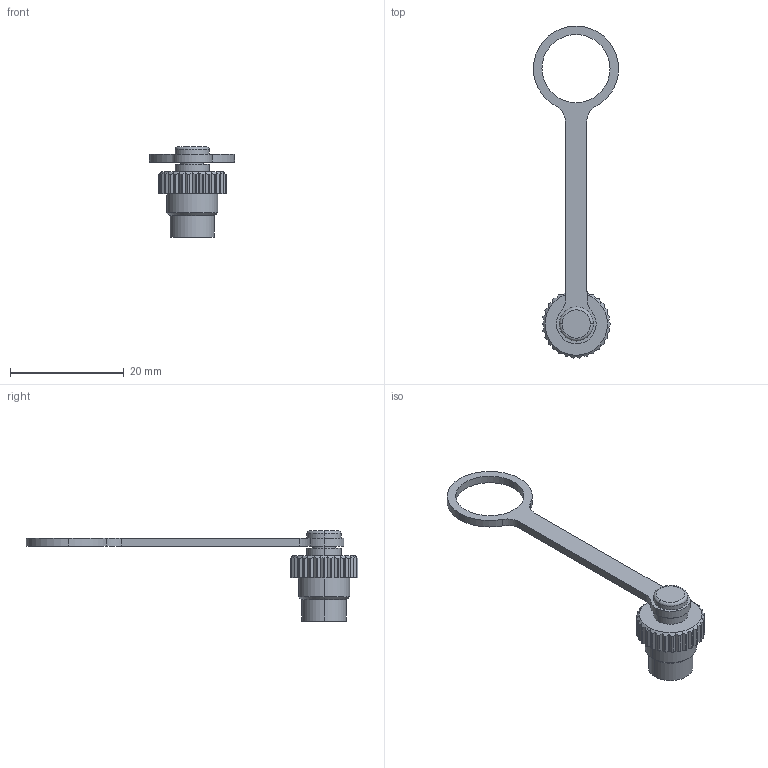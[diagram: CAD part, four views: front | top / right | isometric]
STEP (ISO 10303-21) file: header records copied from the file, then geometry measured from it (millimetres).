
FILE_DESCRIPTION (( 'STEP AP203' ), '1' );
FILE_NAME ('M9 譫芛滅鳥裔.STEP', '2020-06-02T12:39:40', ( 'edpusr' ), ( 'Microsoft' ), 'SwSTEP 2.0', 'SolidWorks 2015', '' );
FILE_SCHEMA (( 'CONFIG_CONTROL_DESIGN' ));
Length unit declared in the file: millimetre
Products named in the file (1): M9 譫芛滅鳥裔
Bounding box: 15 x 58.48 x 15.9 mm (x, y, z)
Volume: 1016.2 mm3; surface area: 1476 mm2
Topology: 1 solids, 1 shells, 171 faces, 476 edges, 315 vertices
Faces by surface type: cylinder 91, plane 72, cone 6, torus 2
Entity records: 6048 total; most frequent: CARTESIAN_POINT 1605, ORIENTED_EDGE 952, DIRECTION 885, EDGE_CURVE 476, AXIS2_PLACEMENT_3D 331, VERTEX_POINT 315, LINE 223, VECTOR 223
